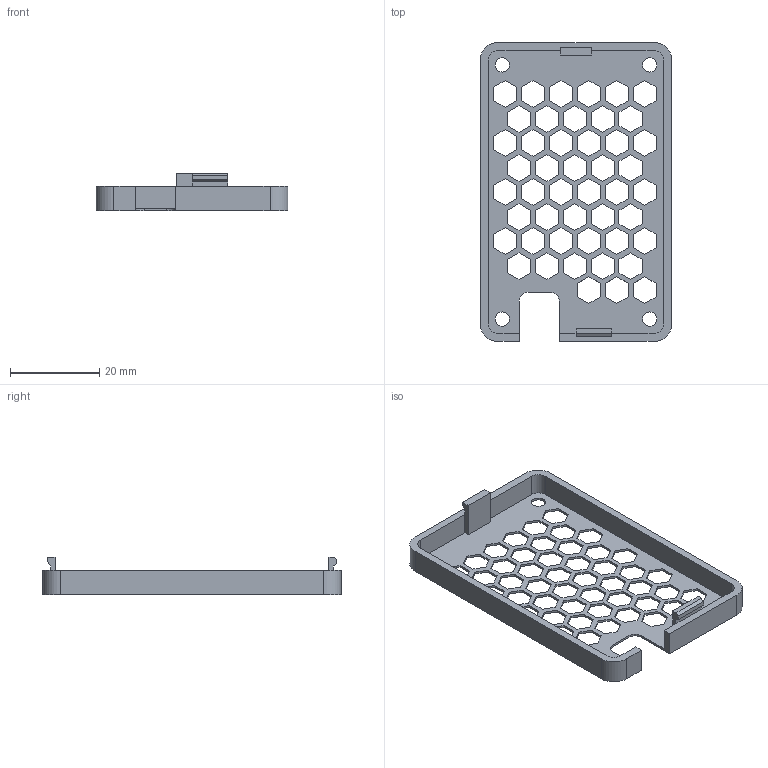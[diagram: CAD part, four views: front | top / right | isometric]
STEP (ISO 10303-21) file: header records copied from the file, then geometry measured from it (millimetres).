
FILE_DESCRIPTION(('FreeCAD Model'),'2;1');
FILE_NAME('Open CASCADE Shape Model','2024-01-27T10:57:04',(''),(''), 'Open CASCADE STEP processor 7.6','FreeCAD','Unknown');
FILE_SCHEMA(('AUTOMOTIVE_DESIGN { 1 0 10303 214 1 1 1 1 }'));
Length unit declared in the file: millimetre
Products named in the file (1): Pad003
Bounding box: 43 x 67 x 8.5 mm (x, y, z)
Volume: 2742.6 mm3; surface area: 5980.2 mm2
Topology: 1 solids, 1 shells, 329 faces, 977 edges, 650 vertices
Faces by surface type: plane 315, cylinder 14
Full cylindrical faces by diameter (mm): 3.2 x4
Entity records: 11035 total; most frequent: CARTESIAN_POINT 1957, ORIENTED_EDGE 1954, DIRECTION 1665, EDGE_CURVE 977, LINE 949, VECTOR 949, VERTEX_POINT 650, FACE_BOUND 431
